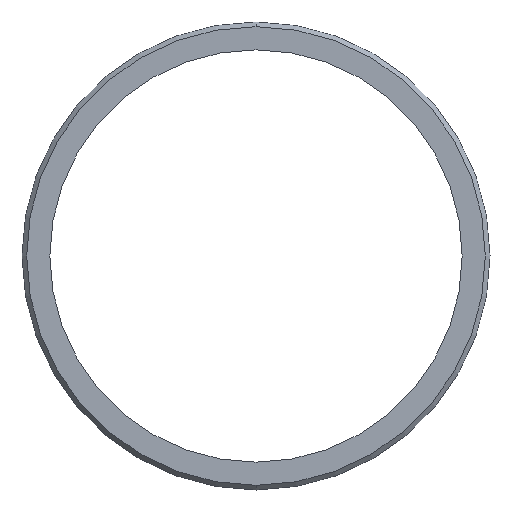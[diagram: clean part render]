
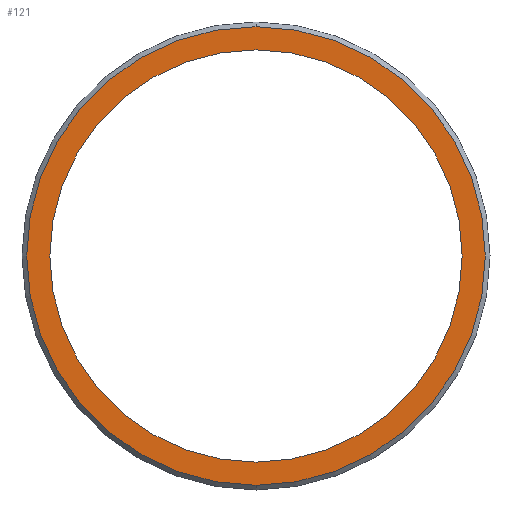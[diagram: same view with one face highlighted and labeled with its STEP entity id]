
A CAD part, front view. The second image highlights one B-rep face of the part: STEP entity #121.
In plain terms, the highlighted planar face has unit normal (0, -1, 0).
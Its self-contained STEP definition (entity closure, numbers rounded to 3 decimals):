
#9 = DIRECTION ( 'NONE',  ( 0., 0., 1. ) ) ;
#13 = ORIENTED_EDGE ( 'NONE', *, *, #429, .T. ) ;
#29 = AXIS2_PLACEMENT_3D ( 'NONE', #173, #112, #342 ) ;
#31 = CIRCLE ( 'NONE', #29, 12.235 ) ;
#32 = CARTESIAN_POINT ( 'NONE',  ( 0., 0., 0. ) ) ;
#60 = AXIS2_PLACEMENT_3D ( 'NONE', #317, #122, #351 ) ;
#64 = VERTEX_POINT ( 'NONE', #267 ) ;
#93 = AXIS2_PLACEMENT_3D ( 'NONE', #32, #333, #9 ) ;
#105 = EDGE_CURVE ( 'NONE', #255, #266, #148, .T. ) ;
#112 = DIRECTION ( 'NONE',  ( 0., -1., 0. ) ) ;
#118 = AXIS2_PLACEMENT_3D ( 'NONE', #198, #140, #336 ) ;
#121 = ADVANCED_FACE ( 'NONE', ( #138, #305 ), #135, .F. ) ;
#122 = DIRECTION ( 'NONE',  ( 0., 1., 0. ) ) ;
#135 = PLANE ( 'NONE',  #118 ) ;
#138 = FACE_OUTER_BOUND ( 'NONE', #320, .T. ) ;
#140 = DIRECTION ( 'NONE',  ( 0., 1., 0. ) ) ;
#143 = ORIENTED_EDGE ( 'NONE', *, *, #213, .T. ) ;
#148 = CIRCLE ( 'NONE', #179, 12.235 ) ;
#167 = EDGE_CURVE ( 'NONE', #256, #64, #296, .T. ) ;
#168 = CARTESIAN_POINT ( 'NONE',  ( 0., 0., 0. ) ) ;
#173 = CARTESIAN_POINT ( 'NONE',  ( 0., 0., 0. ) ) ;
#176 = CARTESIAN_POINT ( 'NONE',  ( 0., 0., -12.235 ) ) ;
#179 = AXIS2_PLACEMENT_3D ( 'NONE', #168, #271, #237 ) ;
#198 = CARTESIAN_POINT ( 'NONE',  ( 0., 0., 0. ) ) ;
#213 = EDGE_CURVE ( 'NONE', #266, #255, #31, .T. ) ;
#237 = DIRECTION ( 'NONE',  ( 0., 0., 1. ) ) ;
#255 = VERTEX_POINT ( 'NONE', #176 ) ;
#256 = VERTEX_POINT ( 'NONE', #416 ) ;
#266 = VERTEX_POINT ( 'NONE', #377 ) ;
#267 = CARTESIAN_POINT ( 'NONE',  ( 0., 0., -11. ) ) ;
#271 = DIRECTION ( 'NONE',  ( 0., -1., 0. ) ) ;
#272 = CIRCLE ( 'NONE', #60, 11. ) ;
#288 = ORIENTED_EDGE ( 'NONE', *, *, #167, .T. ) ;
#296 = CIRCLE ( 'NONE', #93, 11. ) ;
#305 = FACE_BOUND ( 'NONE', #404, .T. ) ;
#317 = CARTESIAN_POINT ( 'NONE',  ( 0., 0., 0. ) ) ;
#320 = EDGE_LOOP ( 'NONE', ( #143, #426 ) ) ;
#333 = DIRECTION ( 'NONE',  ( 0., 1., 0. ) ) ;
#336 = DIRECTION ( 'NONE',  ( 0., 0., 1. ) ) ;
#342 = DIRECTION ( 'NONE',  ( 0., 0., 1. ) ) ;
#351 = DIRECTION ( 'NONE',  ( 0., 0., 1. ) ) ;
#377 = CARTESIAN_POINT ( 'NONE',  ( 0., 0., 12.235 ) ) ;
#404 = EDGE_LOOP ( 'NONE', ( #288, #13 ) ) ;
#416 = CARTESIAN_POINT ( 'NONE',  ( 0., 0., 11. ) ) ;
#426 = ORIENTED_EDGE ( 'NONE', *, *, #105, .T. ) ;
#429 = EDGE_CURVE ( 'NONE', #64, #256, #272, .T. ) ;
